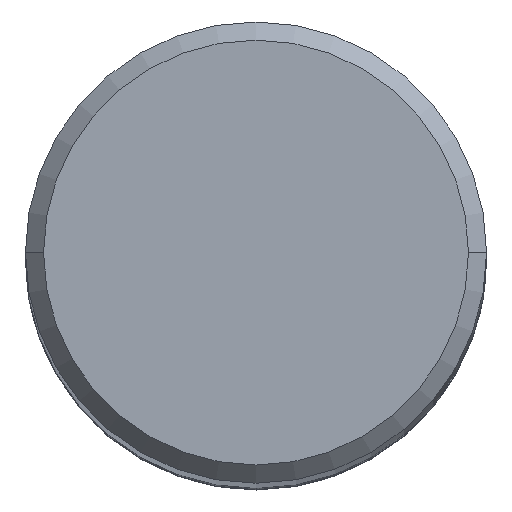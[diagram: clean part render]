
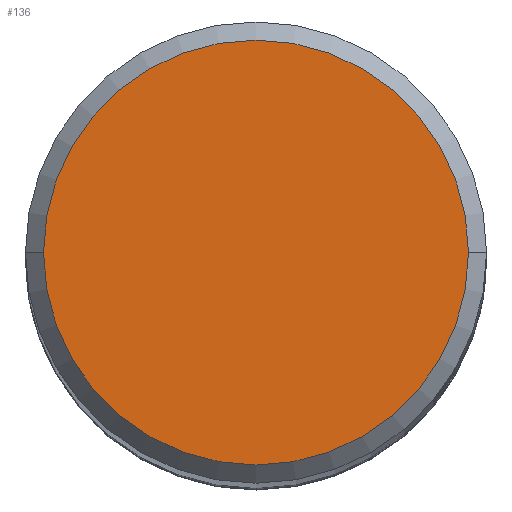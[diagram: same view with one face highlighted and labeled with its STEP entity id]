
A CAD part, top view. The second image highlights one B-rep face of the part: STEP entity #136.
In plain terms, the highlighted planar face has unit normal (0, 0, 1).
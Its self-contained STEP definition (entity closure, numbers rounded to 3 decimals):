
#30=PLANE('',#916);
#136=ADVANCED_FACE('',(#187),#30,.F.);
#187=FACE_OUTER_BOUND('',#233,.T.);
#233=EDGE_LOOP('',(#392,#393,#394,#395));
#392=ORIENTED_EDGE('',*,*,#571,.T.);
#393=ORIENTED_EDGE('',*,*,#569,.T.);
#394=ORIENTED_EDGE('',*,*,#568,.T.);
#395=ORIENTED_EDGE('',*,*,#572,.T.);
#480=VERTEX_POINT('',#3722);
#481=VERTEX_POINT('',#3724);
#482=VERTEX_POINT('',#3726);
#483=VERTEX_POINT('',#3730);
#568=EDGE_CURVE('',#481,#480,#684,.T.);
#569=EDGE_CURVE('',#482,#481,#685,.T.);
#571=EDGE_CURVE('',#483,#482,#686,.T.);
#572=EDGE_CURVE('',#480,#483,#687,.T.);
#684=CIRCLE('',#910,11.7);
#685=CIRCLE('',#911,11.7);
#686=CIRCLE('',#913,11.7);
#687=CIRCLE('',#914,11.7);
#910=AXIS2_PLACEMENT_3D('',#3723,#1121,#1122);
#911=AXIS2_PLACEMENT_3D('',#3725,#1123,#1124);
#913=AXIS2_PLACEMENT_3D('',#3729,#1128,#1129);
#914=AXIS2_PLACEMENT_3D('',#3731,#1130,#1131);
#916=AXIS2_PLACEMENT_3D('',#3733,#1134,#1135);
#1121=DIRECTION('',(0.,0.,1.));
#1122=DIRECTION('',(0.,-1.,0.));
#1123=DIRECTION('',(0.,0.,1.));
#1124=DIRECTION('',(-1.,0.,0.));
#1128=DIRECTION('',(0.,0.,1.));
#1129=DIRECTION('',(0.,1.,0.));
#1130=DIRECTION('',(0.,0.,1.));
#1131=DIRECTION('',(1.,0.,0.));
#1134=DIRECTION('',(0.,0.,-1.));
#1135=DIRECTION('',(1.,0.,0.));
#3722=CARTESIAN_POINT('',(11.7,0.,0.));
#3723=CARTESIAN_POINT('',(0.,0.,0.));
#3724=CARTESIAN_POINT('',(0.,-11.7,0.));
#3725=CARTESIAN_POINT('',(0.,0.,0.));
#3726=CARTESIAN_POINT('',(-11.7,0.,0.));
#3729=CARTESIAN_POINT('',(0.,0.,0.));
#3730=CARTESIAN_POINT('',(0.,11.7,0.));
#3731=CARTESIAN_POINT('',(0.,0.,0.));
#3733=CARTESIAN_POINT('',(0.,0.,0.));
